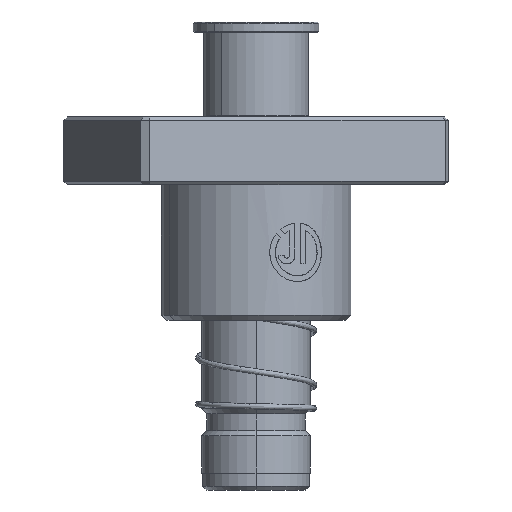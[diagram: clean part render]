
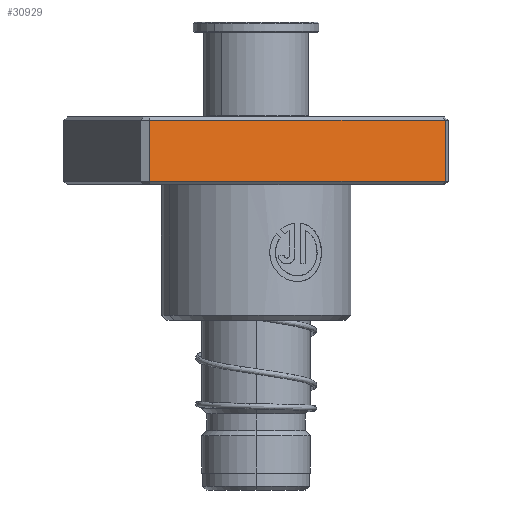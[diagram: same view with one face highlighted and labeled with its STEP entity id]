
A CAD part, left-side view. The second image highlights one B-rep face of the part: STEP entity #30929.
In plain terms, the highlighted face is planar.
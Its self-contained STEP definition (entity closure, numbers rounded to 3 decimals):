
#225 = VECTOR ( 'NONE', #5556, 1000. ) ;
#2545 = PLANE ( 'NONE',  #14846 ) ;
#3441 = EDGE_CURVE ( 'NONE', #34704, #28091, #45703, .T. ) ;
#4918 = DIRECTION ( 'NONE',  ( -1., 0., 0. ) ) ;
#5071 = DIRECTION ( 'NONE',  ( 0., 0., -1. ) ) ;
#5556 = DIRECTION ( 'NONE',  ( 1., 0., 0. ) ) ;
#6989 = ORIENTED_EDGE ( 'NONE', *, *, #22725, .T. ) ;
#7378 = EDGE_CURVE ( 'NONE', #34704, #38274, #31326, .T. ) ;
#14511 = ORIENTED_EDGE ( 'NONE', *, *, #3441, .F. ) ;
#14670 = VECTOR ( 'NONE', #5071, 1000. ) ;
#14846 = AXIS2_PLACEMENT_3D ( 'NONE', #38372, #50501, #34400 ) ;
#16676 = CARTESIAN_POINT ( 'NONE',  ( 48., 29., 20. ) ) ;
#17544 = VECTOR ( 'NONE', #4918, 1000. ) ;
#19519 = CARTESIAN_POINT ( 'NONE',  ( 48., 29., 1. ) ) ;
#19645 = EDGE_LOOP ( 'NONE', ( #43900, #6989, #14511, #35559 ) ) ;
#20522 = EDGE_CURVE ( 'NONE', #38274, #28518, #32540, .T. ) ;
#22725 = EDGE_CURVE ( 'NONE', #28518, #28091, #29345, .T. ) ;
#24849 = DIRECTION ( 'NONE',  ( 0., 0., -1. ) ) ;
#28091 = VERTEX_POINT ( 'NONE', #32581 ) ;
#28518 = VERTEX_POINT ( 'NONE', #19519 ) ;
#29345 = LINE ( 'NONE', #40384, #17544 ) ;
#30929 = ADVANCED_FACE ( 'NONE', ( #48336 ), #2545, .F. ) ;
#31326 = LINE ( 'NONE', #45165, #225 ) ;
#32540 = LINE ( 'NONE', #16676, #46159 ) ;
#32581 = CARTESIAN_POINT ( 'NONE',  ( -48., 29., 1. ) ) ;
#34400 = DIRECTION ( 'NONE',  ( 0., 0., -1. ) ) ;
#34704 = VERTEX_POINT ( 'NONE', #35052 ) ;
#35052 = CARTESIAN_POINT ( 'NONE',  ( -48., 29., 19. ) ) ;
#35559 = ORIENTED_EDGE ( 'NONE', *, *, #7378, .T. ) ;
#38274 = VERTEX_POINT ( 'NONE', #40011 ) ;
#38372 = CARTESIAN_POINT ( 'NONE',  ( -48., 29., 20. ) ) ;
#40011 = CARTESIAN_POINT ( 'NONE',  ( 48., 29., 19. ) ) ;
#40384 = CARTESIAN_POINT ( 'NONE',  ( -48., 29., 1. ) ) ;
#43900 = ORIENTED_EDGE ( 'NONE', *, *, #20522, .T. ) ;
#44352 = CARTESIAN_POINT ( 'NONE',  ( -48., 29., 20. ) ) ;
#45165 = CARTESIAN_POINT ( 'NONE',  ( 48., 29., 19. ) ) ;
#45703 = LINE ( 'NONE', #44352, #14670 ) ;
#46159 = VECTOR ( 'NONE', #24849, 1000. ) ;
#48336 = FACE_OUTER_BOUND ( 'NONE', #19645, .T. ) ;
#50501 = DIRECTION ( 'NONE',  ( 0., -1., 0. ) ) ;
